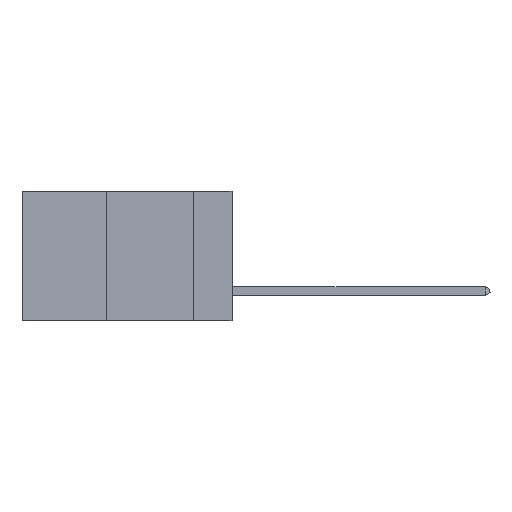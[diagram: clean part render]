
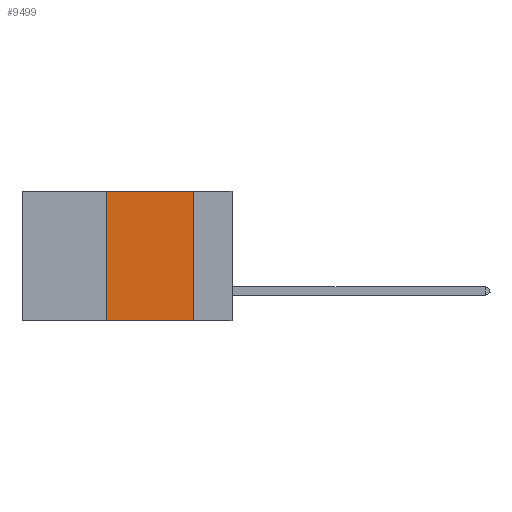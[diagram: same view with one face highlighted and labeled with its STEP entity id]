
A CAD part, left-side view. The second image highlights one B-rep face of the part: STEP entity #9499.
In plain terms, the highlighted planar face has unit normal (-1, 0, 0).
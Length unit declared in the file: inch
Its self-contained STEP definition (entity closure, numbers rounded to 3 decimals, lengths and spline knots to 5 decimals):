
#520 = EDGE_CURVE ( 'NONE', #10428, #14994, #15790, .T. ) ;
#724 = CARTESIAN_POINT ( 'NONE',  ( 0., 0.11, 0. ) ) ;
#902 = DIRECTION ( 'NONE',  ( 0., -1., 0. ) ) ;
#1114 = VECTOR ( 'NONE', #15254, 39.37008 ) ;
#1546 = ORIENTED_EDGE ( 'NONE', *, *, #16016, .F. ) ;
#3294 = LINE ( 'NONE', #6531, #9542 ) ;
#3711 = VERTEX_POINT ( 'NONE', #724 ) ;
#3907 = ORIENTED_EDGE ( 'NONE', *, *, #520, .T. ) ;
#5069 = CARTESIAN_POINT ( 'NONE',  ( 0., 0.6, -0.37 ) ) ;
#5692 = EDGE_CURVE ( 'NONE', #3711, #14994, #3294, .T. ) ;
#6531 = CARTESIAN_POINT ( 'NONE',  ( 0., 0.11, 0. ) ) ;
#7533 = VECTOR ( 'NONE', #902, 39.37008 ) ;
#7625 = CARTESIAN_POINT ( 'NONE',  ( 0., 0.36, -0.37 ) ) ;
#7862 = DIRECTION ( 'NONE',  ( 0., -1., 0. ) ) ;
#7875 = DIRECTION ( 'NONE',  ( 0., 0., -1. ) ) ;
#7887 = AXIS2_PLACEMENT_3D ( 'NONE', #17110, #17000, #11771 ) ;
#8824 = LINE ( 'NONE', #12621, #1114 ) ;
#9499 = ADVANCED_FACE ( 'NONE', ( #13128 ), #11712, .F. ) ;
#9542 = VECTOR ( 'NONE', #7875, 39.37008 ) ;
#10428 = VERTEX_POINT ( 'NONE', #7625 ) ;
#11360 = LINE ( 'NONE', #16961, #7533 ) ;
#11712 = PLANE ( 'NONE',  #7887 ) ;
#11726 = EDGE_LOOP ( 'NONE', ( #12253, #13903, #1546, #3907 ) ) ;
#11771 = DIRECTION ( 'NONE',  ( 0., 0., -1. ) ) ;
#12253 = ORIENTED_EDGE ( 'NONE', *, *, #5692, .F. ) ;
#12491 = CARTESIAN_POINT ( 'NONE',  ( 0., 0.11, -0.37 ) ) ;
#12621 = CARTESIAN_POINT ( 'NONE',  ( 0., 0.36, 0. ) ) ;
#13128 = FACE_OUTER_BOUND ( 'NONE', #11726, .T. ) ;
#13259 = VECTOR ( 'NONE', #7862, 39.37008 ) ;
#13903 = ORIENTED_EDGE ( 'NONE', *, *, #16579, .F. ) ;
#14303 = VERTEX_POINT ( 'NONE', #16697 ) ;
#14994 = VERTEX_POINT ( 'NONE', #12491 ) ;
#15254 = DIRECTION ( 'NONE',  ( 0., 0., 1. ) ) ;
#15790 = LINE ( 'NONE', #5069, #13259 ) ;
#16016 = EDGE_CURVE ( 'NONE', #10428, #14303, #8824, .T. ) ;
#16579 = EDGE_CURVE ( 'NONE', #14303, #3711, #11360, .T. ) ;
#16697 = CARTESIAN_POINT ( 'NONE',  ( 0., 0.36, 0. ) ) ;
#16961 = CARTESIAN_POINT ( 'NONE',  ( 0., 0.6, 0. ) ) ;
#17000 = DIRECTION ( 'NONE',  ( 1., 0., 0. ) ) ;
#17110 = CARTESIAN_POINT ( 'NONE',  ( 0., 0.6, 0. ) ) ;
